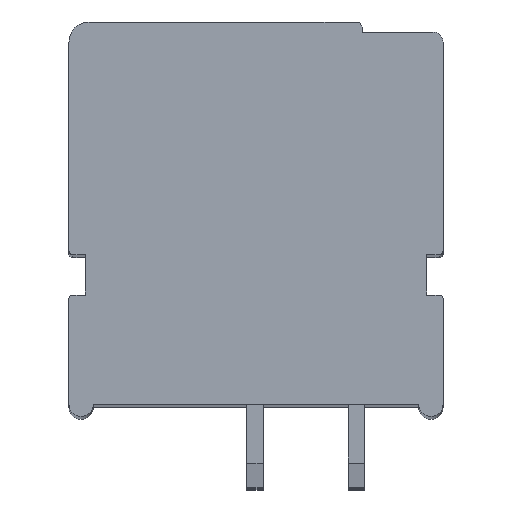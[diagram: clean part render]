
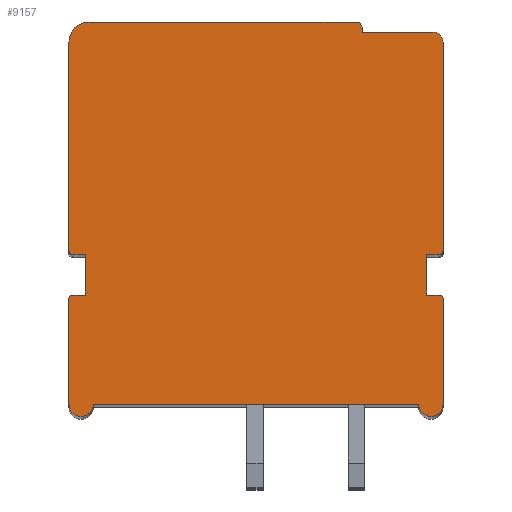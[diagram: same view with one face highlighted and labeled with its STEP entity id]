
A CAD part, top view. The second image highlights one B-rep face of the part: STEP entity #9157.
In plain terms, the highlighted planar face has unit normal (0, 0, 1).
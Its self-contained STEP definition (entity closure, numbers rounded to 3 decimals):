
#1262=CARTESIAN_POINT('',(8.75,8.75,4.7));
#1263=DIRECTION('',(0.,0.,1.));
#1264=DIRECTION('',(1.,0.,0.));
#1265=AXIS2_PLACEMENT_3D('',#1262,#1263,#1264);
#1267=DIRECTION('',(0.,1.,0.));
#1268=VECTOR('',#1267,10.3);
#1269=CARTESIAN_POINT('',(9.25,-1.55,4.7));
#1270=LINE('',#1269,#1268);
#1271=CARTESIAN_POINT('',(9.05,-1.55,4.7));
#1272=DIRECTION('',(0.,0.,1.));
#1273=DIRECTION('',(0.,-1.,0.));
#1274=AXIS2_PLACEMENT_3D('',#1271,#1272,#1273);
#1276=DIRECTION('',(1.,0.,0.));
#1277=VECTOR('',#1276,0.6);
#1278=CARTESIAN_POINT('',(8.45,-1.75,4.7));
#1279=LINE('',#1278,#1277);
#1280=DIRECTION('',(0.,1.,0.));
#1281=VECTOR('',#1280,2.);
#1282=CARTESIAN_POINT('',(8.45,-3.75,4.7));
#1283=LINE('',#1282,#1281);
#1284=DIRECTION('',(-1.,0.,0.));
#1285=VECTOR('',#1284,0.6);
#1286=CARTESIAN_POINT('',(9.05,-3.75,4.7));
#1287=LINE('',#1286,#1285);
#1288=CARTESIAN_POINT('',(9.05,-3.95,4.7));
#1289=DIRECTION('',(0.,0.,1.));
#1290=DIRECTION('',(1.,0.,0.));
#1291=AXIS2_PLACEMENT_3D('',#1288,#1289,#1290);
#1293=DIRECTION('',(0.,1.,0.));
#1294=VECTOR('',#1293,5.2);
#1295=CARTESIAN_POINT('',(9.25,-9.15,4.7));
#1296=LINE('',#1295,#1294);
#1297=CARTESIAN_POINT('',(8.65,-9.15,4.7));
#1298=DIRECTION('',(0.,0.,1.));
#1299=DIRECTION('',(-1.,0.,0.));
#1300=AXIS2_PLACEMENT_3D('',#1297,#1298,#1299);
#1302=DIRECTION('',(1.,0.,0.));
#1303=VECTOR('',#1302,16.1);
#1304=CARTESIAN_POINT('',(-8.05,-9.15,4.7));
#1305=LINE('',#1304,#1303);
#1306=CARTESIAN_POINT('',(-8.65,-9.15,4.7));
#1307=DIRECTION('',(0.,0.,1.));
#1308=DIRECTION('',(-1.,0.,0.));
#1309=AXIS2_PLACEMENT_3D('',#1306,#1307,#1308);
#1311=DIRECTION('',(0.,-1.,0.));
#1312=VECTOR('',#1311,5.2);
#1313=CARTESIAN_POINT('',(-9.25,-3.95,4.7));
#1314=LINE('',#1313,#1312);
#1315=CARTESIAN_POINT('',(-9.05,-3.95,4.7));
#1316=DIRECTION('',(0.,0.,1.));
#1317=DIRECTION('',(0.,1.,0.));
#1318=AXIS2_PLACEMENT_3D('',#1315,#1316,#1317);
#1320=DIRECTION('',(-1.,0.,0.));
#1321=VECTOR('',#1320,0.6);
#1322=CARTESIAN_POINT('',(-8.45,-3.75,4.7));
#1323=LINE('',#1322,#1321);
#1324=DIRECTION('',(0.,-1.,0.));
#1325=VECTOR('',#1324,2.);
#1326=CARTESIAN_POINT('',(-8.45,-1.75,4.7));
#1327=LINE('',#1326,#1325);
#1328=DIRECTION('',(1.,0.,0.));
#1329=VECTOR('',#1328,0.6);
#1330=CARTESIAN_POINT('',(-9.05,-1.75,4.7));
#1331=LINE('',#1330,#1329);
#1332=CARTESIAN_POINT('',(-9.05,-1.55,4.7));
#1333=DIRECTION('',(0.,0.,1.));
#1334=DIRECTION('',(-1.,0.,0.));
#1335=AXIS2_PLACEMENT_3D('',#1332,#1333,#1334);
#1337=DIRECTION('',(0.,-1.,0.));
#1338=VECTOR('',#1337,10.3);
#1339=CARTESIAN_POINT('',(-9.25,8.75,4.7));
#1340=LINE('',#1339,#1338);
#1341=CARTESIAN_POINT('',(-8.25,8.75,4.7));
#1342=DIRECTION('',(0.,0.,1.));
#1343=DIRECTION('',(0.,1.,0.));
#1344=AXIS2_PLACEMENT_3D('',#1341,#1342,#1343);
#1346=DIRECTION('',(-1.,0.,0.));
#1347=VECTOR('',#1346,13.2);
#1348=CARTESIAN_POINT('',(4.95,9.75,4.7));
#1349=LINE('',#1348,#1347);
#1350=CARTESIAN_POINT('',(4.95,9.45,4.7));
#1351=DIRECTION('',(0.,0.,1.));
#1352=DIRECTION('',(1.,0.,0.));
#1353=AXIS2_PLACEMENT_3D('',#1350,#1351,#1352);
#1355=DIRECTION('',(0.,1.,0.));
#1356=VECTOR('',#1355,0.2);
#1357=CARTESIAN_POINT('',(5.25,9.25,4.7));
#1358=LINE('',#1357,#1356);
#1359=DIRECTION('',(-1.,0.,0.));
#1360=VECTOR('',#1359,3.5);
#1361=CARTESIAN_POINT('',(8.75,9.25,4.7));
#1362=LINE('',#1361,#1360);
#6113=CARTESIAN_POINT('',(9.25,8.75,4.7));
#6114=CARTESIAN_POINT('',(8.75,9.25,4.7));
#6115=VERTEX_POINT('',#6113);
#6116=VERTEX_POINT('',#6114);
#6117=CARTESIAN_POINT('',(5.25,9.25,4.7));
#6118=VERTEX_POINT('',#6117);
#6119=CARTESIAN_POINT('',(5.25,9.45,4.7));
#6120=VERTEX_POINT('',#6119);
#6121=CARTESIAN_POINT('',(4.95,9.75,4.7));
#6122=VERTEX_POINT('',#6121);
#6123=CARTESIAN_POINT('',(-8.25,9.75,4.7));
#6124=VERTEX_POINT('',#6123);
#6125=CARTESIAN_POINT('',(-9.25,8.75,4.7));
#6126=VERTEX_POINT('',#6125);
#6127=CARTESIAN_POINT('',(-9.25,-1.55,4.7));
#6128=VERTEX_POINT('',#6127);
#6129=CARTESIAN_POINT('',(-9.05,-1.75,4.7));
#6130=VERTEX_POINT('',#6129);
#6131=CARTESIAN_POINT('',(-8.45,-1.75,4.7));
#6132=VERTEX_POINT('',#6131);
#6133=CARTESIAN_POINT('',(-8.45,-3.75,4.7));
#6134=VERTEX_POINT('',#6133);
#6135=CARTESIAN_POINT('',(-9.05,-3.75,4.7));
#6136=VERTEX_POINT('',#6135);
#6137=CARTESIAN_POINT('',(-9.25,-3.95,4.7));
#6138=VERTEX_POINT('',#6137);
#6139=CARTESIAN_POINT('',(-9.25,-9.15,4.7));
#6140=VERTEX_POINT('',#6139);
#6141=CARTESIAN_POINT('',(-8.05,-9.15,4.7));
#6142=VERTEX_POINT('',#6141);
#6143=CARTESIAN_POINT('',(8.05,-9.15,4.7));
#6144=VERTEX_POINT('',#6143);
#6145=CARTESIAN_POINT('',(9.25,-9.15,4.7));
#6146=VERTEX_POINT('',#6145);
#6147=CARTESIAN_POINT('',(9.25,-3.95,4.7));
#6148=VERTEX_POINT('',#6147);
#6149=CARTESIAN_POINT('',(9.05,-3.75,4.7));
#6150=VERTEX_POINT('',#6149);
#6151=CARTESIAN_POINT('',(8.45,-3.75,4.7));
#6152=VERTEX_POINT('',#6151);
#6153=CARTESIAN_POINT('',(8.45,-1.75,4.7));
#6154=VERTEX_POINT('',#6153);
#6155=CARTESIAN_POINT('',(9.05,-1.75,4.7));
#6156=VERTEX_POINT('',#6155);
#6157=CARTESIAN_POINT('',(9.25,-1.55,4.7));
#6158=VERTEX_POINT('',#6157);
#9127=CARTESIAN_POINT('',(0.,0.,4.7));
#9128=DIRECTION('',(0.,0.,1.));
#9129=DIRECTION('',(1.,0.,0.));
#9130=AXIS2_PLACEMENT_3D('',#9127,#9128,#9129);
#9131=PLANE('',#9130);
#9132=ORIENTED_EDGE('',*,*,#8077,.F.);
#9133=ORIENTED_EDGE('',*,*,#8092,.F.);
#9134=ORIENTED_EDGE('',*,*,#8106,.F.);
#9135=ORIENTED_EDGE('',*,*,#8120,.F.);
#9136=ORIENTED_EDGE('',*,*,#8134,.F.);
#9137=ORIENTED_EDGE('',*,*,#8148,.F.);
#9138=ORIENTED_EDGE('',*,*,#8162,.F.);
#9139=ORIENTED_EDGE('',*,*,#8176,.F.);
#9140=ORIENTED_EDGE('',*,*,#8190,.F.);
#9141=ORIENTED_EDGE('',*,*,#8204,.F.);
#9142=ORIENTED_EDGE('',*,*,#8538,.F.);
#9143=ORIENTED_EDGE('',*,*,#8552,.F.);
#9144=ORIENTED_EDGE('',*,*,#8566,.F.);
#9145=ORIENTED_EDGE('',*,*,#8580,.F.);
#9146=ORIENTED_EDGE('',*,*,#8594,.F.);
#9147=ORIENTED_EDGE('',*,*,#8608,.F.);
#9148=ORIENTED_EDGE('',*,*,#8622,.F.);
#9149=ORIENTED_EDGE('',*,*,#8636,.F.);
#9150=ORIENTED_EDGE('',*,*,#8650,.F.);
#9151=ORIENTED_EDGE('',*,*,#8664,.F.);
#9152=ORIENTED_EDGE('',*,*,#8934,.F.);
#9153=ORIENTED_EDGE('',*,*,#8948,.F.);
#9154=ORIENTED_EDGE('',*,*,#8961,.F.);
#9155=EDGE_LOOP('',(#9132,#9133,#9134,#9135,#9136,#9137,#9138,#9139,#9140,#9141,
#9142,#9143,#9144,#9145,#9146,#9147,#9148,#9149,#9150,#9151,#9152,#9153,#9154));
#9156=FACE_OUTER_BOUND('',#9155,.F.);
#1266=CIRCLE('',#1265,0.5);
#1275=CIRCLE('',#1274,0.2);
#1292=CIRCLE('',#1291,0.2);
#1301=CIRCLE('',#1300,0.6);
#1310=CIRCLE('',#1309,0.6);
#1319=CIRCLE('',#1318,0.2);
#1336=CIRCLE('',#1335,0.2);
#1345=CIRCLE('',#1344,1.);
#1354=CIRCLE('',#1353,0.3);
#8077=EDGE_CURVE('',#6115,#6116,#1266,.T.);
#8092=EDGE_CURVE('',#6158,#6115,#1270,.T.);
#8106=EDGE_CURVE('',#6156,#6158,#1275,.T.);
#8120=EDGE_CURVE('',#6154,#6156,#1279,.T.);
#8134=EDGE_CURVE('',#6152,#6154,#1283,.T.);
#8148=EDGE_CURVE('',#6150,#6152,#1287,.T.);
#8162=EDGE_CURVE('',#6148,#6150,#1292,.T.);
#8176=EDGE_CURVE('',#6146,#6148,#1296,.T.);
#8190=EDGE_CURVE('',#6144,#6146,#1301,.T.);
#8204=EDGE_CURVE('',#6142,#6144,#1305,.T.);
#8538=EDGE_CURVE('',#6140,#6142,#1310,.T.);
#8552=EDGE_CURVE('',#6138,#6140,#1314,.T.);
#8566=EDGE_CURVE('',#6136,#6138,#1319,.T.);
#8580=EDGE_CURVE('',#6134,#6136,#1323,.T.);
#8594=EDGE_CURVE('',#6132,#6134,#1327,.T.);
#8608=EDGE_CURVE('',#6130,#6132,#1331,.T.);
#8622=EDGE_CURVE('',#6128,#6130,#1336,.T.);
#8636=EDGE_CURVE('',#6126,#6128,#1340,.T.);
#8650=EDGE_CURVE('',#6124,#6126,#1345,.T.);
#8664=EDGE_CURVE('',#6122,#6124,#1349,.T.);
#8934=EDGE_CURVE('',#6120,#6122,#1354,.T.);
#8948=EDGE_CURVE('',#6118,#6120,#1358,.T.);
#8961=EDGE_CURVE('',#6116,#6118,#1362,.T.);
#9157=ADVANCED_FACE('',(#9156),#9131,.T.);
